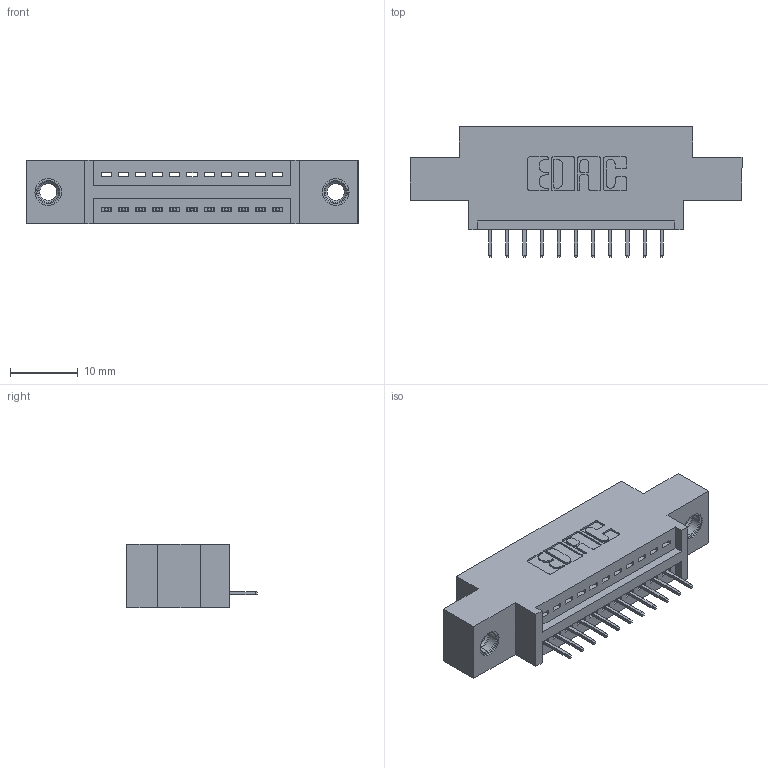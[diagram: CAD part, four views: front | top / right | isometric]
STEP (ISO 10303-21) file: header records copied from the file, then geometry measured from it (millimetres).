
FILE_DESCRIPTION (( 'STEP AP203' ), '1' );
FILE_NAME ('395-011-524-607.STEP', '2019-10-15T23:09:53', ( '' ), ( '' ), 'SwSTEP 2.0', 'SolidWorks 2016', '' );
FILE_SCHEMA (( 'CONFIG_CONTROL_DESIGN' ));
Length unit declared in the file: inch
Products named in the file (4): 345-250-001_345-250-005-103; 345-292-001_345-293-124; 395-011-524-607; 345 Part_0.170 Offset - 0.156 Dia-TI
Assembly tree (14 placements, depth 2):
  395-011-524-607
    345 Part_0.170 Offset - 0.156 Dia-TI
    345-292-001_345-293-124  x11
    345-250-001_345-250-005-103  x2
Bounding box: 49.15 x 19.35 x 9.4 mm (x, y, z)
Volume: 4243.9 mm3; surface area: 5238.6 mm2
Topology: 14 solids, 14 shells, 872 faces, 2469 edges, 1594 vertices
Faces by surface type: plane 622, cylinder 234, cone 12, torus 4
Entity records: 13844 total; most frequent: CARTESIAN_POINT 2380, ORIENTED_EDGE 2318, DIRECTION 2151, EDGE_CURVE 1159, LINE 967, VECTOR 967, VERTEX_POINT 764, AXIS2_PLACEMENT_3D 592
